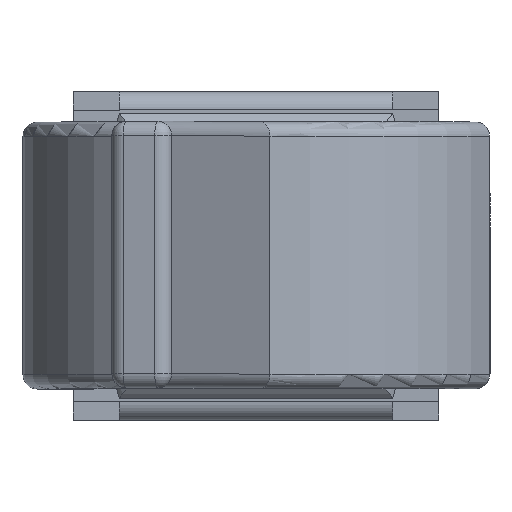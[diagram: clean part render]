
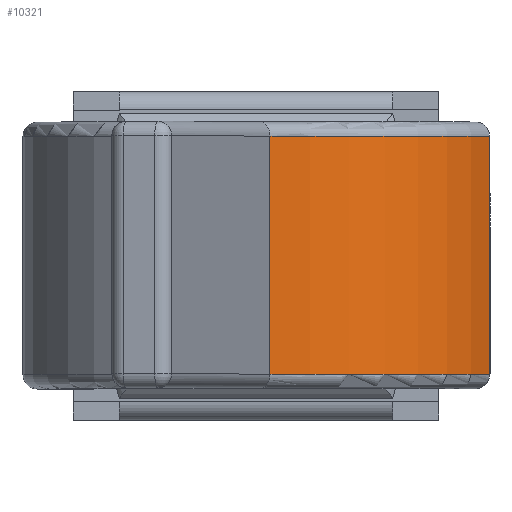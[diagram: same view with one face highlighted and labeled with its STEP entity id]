
A CAD part, top view. The second image highlights one B-rep face of the part: STEP entity #10321.
In plain terms, the highlighted cylindrical face has radius 8.43 mm (diameter 16.86 mm), a partial arc.
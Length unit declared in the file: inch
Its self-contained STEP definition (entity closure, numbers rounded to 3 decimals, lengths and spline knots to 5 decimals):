
#635=FACE_OUTER_BOUND('',#1251,.T.);
#1251=EDGE_LOOP('',(#7197,#7198,#7199,#7200));
#1901=LINE('',#15325,#3048);
#1915=LINE('',#15367,#3062);
#3048=VECTOR('',#12107,0.3937);
#3062=VECTOR('',#12157,0.3937);
#4172=CIRCLE('',#10953,0.33189);
#4174=CIRCLE('',#10964,0.33189);
#4489=VERTEX_POINT('',#15176);
#4492=VERTEX_POINT('',#15181);
#4493=VERTEX_POINT('',#15210);
#4498=VERTEX_POINT('',#15255);
#5468=EDGE_CURVE('',#4492,#4489,#4172,.T.);
#5488=EDGE_CURVE('',#4498,#4493,#4174,.T.);
#5523=EDGE_CURVE('',#4498,#4489,#1901,.T.);
#5543=EDGE_CURVE('',#4493,#4492,#1915,.T.);
#7197=ORIENTED_EDGE('',*,*,#5488,.F.);
#7198=ORIENTED_EDGE('',*,*,#5523,.T.);
#7199=ORIENTED_EDGE('',*,*,#5468,.F.);
#7200=ORIENTED_EDGE('',*,*,#5543,.F.);
#10134=CYLINDRICAL_SURFACE('',#10999,0.33189);
#10321=ADVANCED_FACE('',(#635),#10134,.T.);
#10953=AXIS2_PLACEMENT_3D('',#15196,#12005,#12006);
#10964=AXIS2_PLACEMENT_3D('',#15257,#12043,#12044);
#10999=AXIS2_PLACEMENT_3D('',#15366,#12155,#12156);
#12005=DIRECTION('center_axis',(0.,1.,0.));
#12006=DIRECTION('ref_axis',(0.563,0.,0.826));
#12043=DIRECTION('center_axis',(0.,-1.,0.));
#12044=DIRECTION('ref_axis',(0.563,0.,0.826));
#12107=DIRECTION('',(0.,1.,0.));
#12155=DIRECTION('center_axis',(0.,1.,0.));
#12156=DIRECTION('ref_axis',(0.019,0.,1.));
#12157=DIRECTION('',(0.,1.,0.));
#15176=CARTESIAN_POINT('',(0.31941,0.1628,0.62014));
#15181=CARTESIAN_POINT('',(0.01912,0.1628,0.82496));
#15196=CARTESIAN_POINT('Origin',(0.01278,0.1628,0.49313));
#15210=CARTESIAN_POINT('',(0.01912,-0.1628,0.82496));
#15255=CARTESIAN_POINT('',(0.31941,-0.1628,0.62014));
#15257=CARTESIAN_POINT('Origin',(0.01278,-0.1628,
0.49313));
#15325=CARTESIAN_POINT('',(0.31941,-0.18248,0.62014));
#15366=CARTESIAN_POINT('Origin',(0.01278,-0.18248,0.49313));
#15367=CARTESIAN_POINT('',(0.01912,-0.18248,0.82496));
